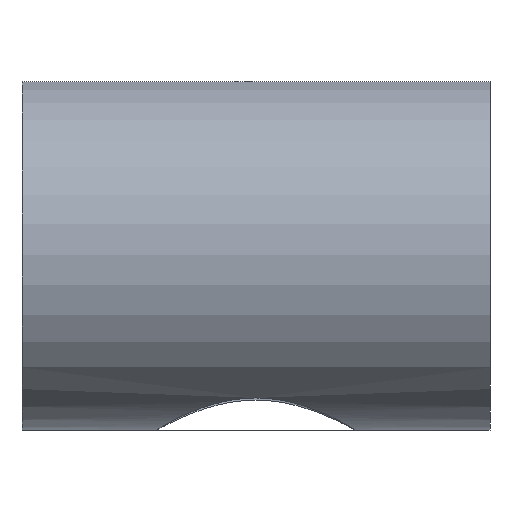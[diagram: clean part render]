
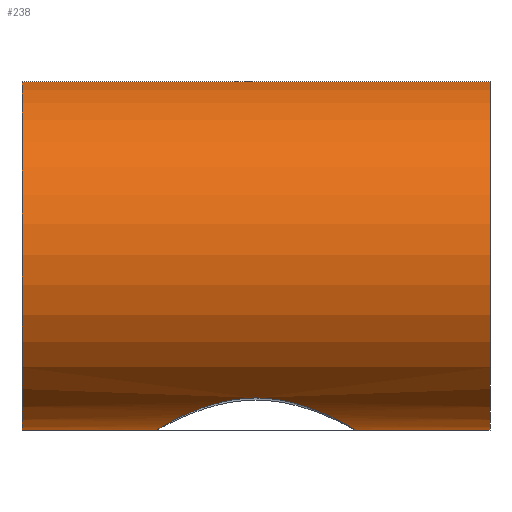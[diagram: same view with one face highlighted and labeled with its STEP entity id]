
A CAD part, left-side view. The second image highlights one B-rep face of the part: STEP entity #238.
In plain terms, the highlighted cylindrical face has radius 7.5 mm (diameter 15 mm), a partial arc.
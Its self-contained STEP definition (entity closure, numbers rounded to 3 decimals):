
#15=FACE_BOUND('',#56,.T.);
#16=FACE_BOUND('',#57,.T.);
#18=B_SPLINE_CURVE_WITH_KNOTS('',3,(#396,#397,#398,#399,#400,#401,#402,
#403,#404,#405,#406,#407,#408,#409,#410,#411,#412,#413),.UNSPECIFIED.,.F.,
 .F.,(4,2,2,2,2,2,2,2,4),(0.662,0.824,0.989,
1.155,1.32,1.486,1.651,1.816,
1.979),.UNSPECIFIED.);
#19=B_SPLINE_CURVE_WITH_KNOTS('',3,(#415,#416,#417,#418,#419,#420,#421,
#422,#423,#424),.UNSPECIFIED.,.F.,.F.,(4,2,2,2,4),(2.641,2.806,
2.971,3.135,3.283),.UNSPECIFIED.);
#22=B_SPLINE_CURVE_WITH_KNOTS('',3,(#449,#450,#451,#452,#453,#454,#455,
#456,#457,#458),.UNSPECIFIED.,.F.,.F.,(4,2,2,2,4),(1.998,2.146,
2.31,2.475,2.641),.UNSPECIFIED.);
#24=CYLINDRICAL_SURFACE('',#275,7.5);
#43=FACE_OUTER_BOUND('',#55,.T.);
#55=EDGE_LOOP('',(#209,#210,#211,#212));
#56=EDGE_LOOP('',(#213,#214));
#57=EDGE_LOOP('',(#215,#216,#217));
#62=CIRCLE('',#258,7.5);
#65=CIRCLE('',#264,7.5);
#78=LINE('',#365,#95);
#81=LINE('',#377,#98);
#83=LINE('',#382,#100);
#84=LINE('',#386,#101);
#95=VECTOR('',#298,10.);
#98=VECTOR('',#313,10.);
#100=VECTOR('',#317,10.);
#101=VECTOR('',#320,10.);
#109=VERTEX_POINT('',#353);
#110=VERTEX_POINT('',#355);
#113=VERTEX_POINT('',#363);
#116=VERTEX_POINT('',#373);
#117=VERTEX_POINT('',#380);
#118=VERTEX_POINT('',#381);
#119=VERTEX_POINT('',#383);
#120=VERTEX_POINT('',#385);
#124=VERTEX_POINT('',#414);
#132=EDGE_CURVE('',#109,#110,#62,.T.);
#137=EDGE_CURVE('',#113,#109,#78,.T.);
#142=EDGE_CURVE('',#113,#116,#65,.T.);
#143=EDGE_CURVE('',#116,#110,#81,.T.);
#145=EDGE_CURVE('',#117,#118,#83,.T.);
#147=EDGE_CURVE('',#120,#119,#84,.T.);
#152=EDGE_CURVE('',#118,#117,#18,.T.);
#153=EDGE_CURVE('',#124,#120,#19,.T.);
#158=EDGE_CURVE('',#119,#124,#22,.T.);
#209=ORIENTED_EDGE('',*,*,#142,.T.);
#210=ORIENTED_EDGE('',*,*,#143,.T.);
#211=ORIENTED_EDGE('',*,*,#132,.F.);
#212=ORIENTED_EDGE('',*,*,#137,.F.);
#213=ORIENTED_EDGE('',*,*,#152,.T.);
#214=ORIENTED_EDGE('',*,*,#145,.T.);
#215=ORIENTED_EDGE('',*,*,#158,.T.);
#216=ORIENTED_EDGE('',*,*,#153,.T.);
#217=ORIENTED_EDGE('',*,*,#147,.T.);
#238=ADVANCED_FACE('',(#43,#15,#16),#24,.T.);
#258=AXIS2_PLACEMENT_3D('',#356,#290,#291);
#264=AXIS2_PLACEMENT_3D('',#375,#309,#310);
#275=AXIS2_PLACEMENT_3D('',#461,#338,#339);
#290=DIRECTION('center_axis',(0.,1.,0.));
#291=DIRECTION('ref_axis',(1.,0.,0.));
#298=DIRECTION('',(0.,1.,0.));
#309=DIRECTION('center_axis',(0.,1.,0.));
#310=DIRECTION('ref_axis',(1.,0.,0.));
#313=DIRECTION('',(0.,1.,0.));
#317=DIRECTION('',(0.,1.,0.));
#320=DIRECTION('',(0.,-1.,0.));
#338=DIRECTION('center_axis',(0.,1.,0.));
#339=DIRECTION('ref_axis',(0.,0.,-1.));
#353=CARTESIAN_POINT('',(1.302,20.,7.386));
#355=CARTESIAN_POINT('',(-1.302,20.,7.386));
#356=CARTESIAN_POINT('Origin',(0.,20.,0.));
#363=CARTESIAN_POINT('',(1.302,0.,7.386));
#365=CARTESIAN_POINT('',(1.302,0.,7.386));
#373=CARTESIAN_POINT('',(-1.302,0.,7.386));
#375=CARTESIAN_POINT('Origin',(0.,0.,0.));
#377=CARTESIAN_POINT('',(-1.302,0.,7.386));
#380=CARTESIAN_POINT('',(-0.097,5.737,-7.499));
#381=CARTESIAN_POINT('',(-0.097,14.263,-7.499));
#382=CARTESIAN_POINT('',(-0.097,0.,-7.499));
#383=CARTESIAN_POINT('',(0.097,5.74,-7.499));
#385=CARTESIAN_POINT('',(0.097,14.26,-7.499));
#386=CARTESIAN_POINT('',(0.097,0.,-7.499));
#396=CARTESIAN_POINT('Ctrl Pts',(-0.097,14.263,-7.499));
#397=CARTESIAN_POINT('Ctrl Pts',(-0.639,14.259,-7.492));
#398=CARTESIAN_POINT('Ctrl Pts',(-1.205,14.146,-7.421));
#399=CARTESIAN_POINT('Ctrl Pts',(-2.244,13.71,-7.177));
#400=CARTESIAN_POINT('Ctrl Pts',(-2.715,13.383,-7.003));
#401=CARTESIAN_POINT('Ctrl Pts',(-3.457,12.641,-6.668));
#402=CARTESIAN_POINT('Ctrl Pts',(-3.781,12.171,-6.482));
#403=CARTESIAN_POINT('Ctrl Pts',(-4.219,11.127,-6.206));
#404=CARTESIAN_POINT('Ctrl Pts',(-4.332,10.552,-6.122));
#405=CARTESIAN_POINT('Ctrl Pts',(-4.332,9.448,-6.122));
#406=CARTESIAN_POINT('Ctrl Pts',(-4.219,8.873,-6.206));
#407=CARTESIAN_POINT('Ctrl Pts',(-3.781,7.829,-6.482));
#408=CARTESIAN_POINT('Ctrl Pts',(-3.457,7.359,-6.668));
#409=CARTESIAN_POINT('Ctrl Pts',(-2.715,6.617,-7.003));
#410=CARTESIAN_POINT('Ctrl Pts',(-2.244,6.29,-7.177));
#411=CARTESIAN_POINT('Ctrl Pts',(-1.205,5.854,-7.421));
#412=CARTESIAN_POINT('Ctrl Pts',(-0.639,5.741,-7.492));
#413=CARTESIAN_POINT('Ctrl Pts',(-0.097,5.737,-7.499));
#414=CARTESIAN_POINT('',(4.194,10.,-6.218));
#415=CARTESIAN_POINT('Ctrl Pts',(4.194,10.,-6.218));
#416=CARTESIAN_POINT('Ctrl Pts',(4.194,10.551,-6.218));
#417=CARTESIAN_POINT('Ctrl Pts',(4.081,11.127,-6.297));
#418=CARTESIAN_POINT('Ctrl Pts',(3.643,12.172,-6.561));
#419=CARTESIAN_POINT('Ctrl Pts',(3.317,12.643,-6.739));
#420=CARTESIAN_POINT('Ctrl Pts',(2.573,13.386,-7.056));
#421=CARTESIAN_POINT('Ctrl Pts',(2.102,13.713,-7.219));
#422=CARTESIAN_POINT('Ctrl Pts',(1.108,14.129,-7.433));
#423=CARTESIAN_POINT('Ctrl Pts',(0.594,14.24,-7.493));
#424=CARTESIAN_POINT('Ctrl Pts',(0.097,14.26,-7.499));
#449=CARTESIAN_POINT('Ctrl Pts',(0.097,5.74,-7.499));
#450=CARTESIAN_POINT('Ctrl Pts',(0.594,5.76,-7.493));
#451=CARTESIAN_POINT('Ctrl Pts',(1.108,5.871,-7.433));
#452=CARTESIAN_POINT('Ctrl Pts',(2.102,6.287,-7.219));
#453=CARTESIAN_POINT('Ctrl Pts',(2.573,6.614,-7.056));
#454=CARTESIAN_POINT('Ctrl Pts',(3.317,7.357,-6.739));
#455=CARTESIAN_POINT('Ctrl Pts',(3.643,7.828,-6.561));
#456=CARTESIAN_POINT('Ctrl Pts',(4.081,8.873,-6.297));
#457=CARTESIAN_POINT('Ctrl Pts',(4.194,9.449,-6.218));
#458=CARTESIAN_POINT('Ctrl Pts',(4.194,10.,-6.218));
#461=CARTESIAN_POINT('Origin',(0.,0.,0.));
